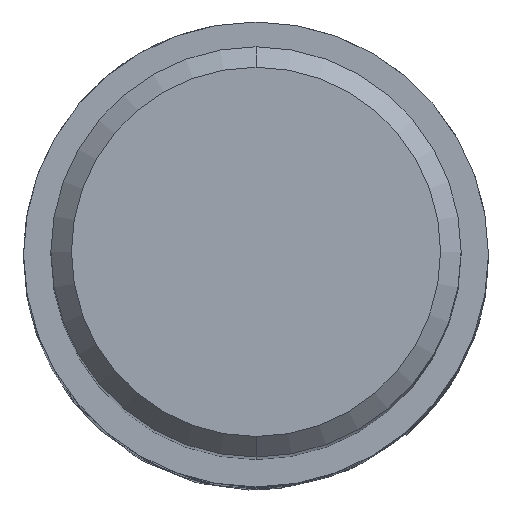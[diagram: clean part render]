
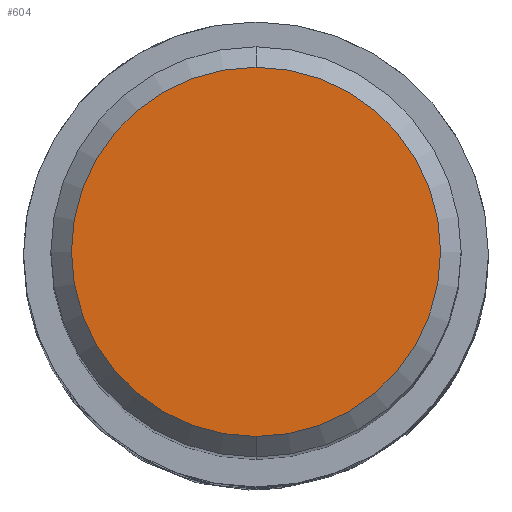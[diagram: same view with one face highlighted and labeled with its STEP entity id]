
A CAD part, top view. The second image highlights one B-rep face of the part: STEP entity #604.
In plain terms, the highlighted planar face has unit normal (0, 0, 1).
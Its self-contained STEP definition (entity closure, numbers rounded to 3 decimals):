
#436=VERTEX_POINT('',#984);
#450=EDGE_CURVE('',#436,#580,#998,.T.);
#518=EDGE_CURVE('',#580,#436,#1072,.T.);
#580=VERTEX_POINT('',#1137);
#604=ADVANCED_FACE('',(#1164),#1165,.T.);
#984=CARTESIAN_POINT('',(0.,-5.4,0.0));
#998=CIRCLE('',#2464,5.4);
#1072=CIRCLE('',#2660,5.4);
#1137=CARTESIAN_POINT('',(0.0,5.4,0.0));
#1164=FACE_OUTER_BOUND('',#3438,.T.);
#1165=PLANE('',#3439);
#2464=AXIS2_PLACEMENT_3D('',#5196,#5197,#5198);
#2660=AXIS2_PLACEMENT_3D('',#5285,#5286,#5287);
#3438=EDGE_LOOP('',(#5379,#5380));
#3439=AXIS2_PLACEMENT_3D('',#5381,#5382,#5383);
#5196=CARTESIAN_POINT('',(0.0,0.0,0.0));
#5197=DIRECTION('',(0.0,0.0,-1.0));
#5198=DIRECTION('',(0.0,1.0,0.0));
#5285=CARTESIAN_POINT('',(0.0,0.0,0.0));
#5286=DIRECTION('',(0.0,0.0,-1.0));
#5287=DIRECTION('',(0.0,1.0,0.0));
#5379=ORIENTED_EDGE('',*,*,#518,.F.);
#5380=ORIENTED_EDGE('',*,*,#450,.F.);
#5381=CARTESIAN_POINT('',(0.0,2.7,0.0));
#5382=DIRECTION('',(-0.0,0.0,1.0));
#5383=DIRECTION('',(0.0,-1.0,0.0));
